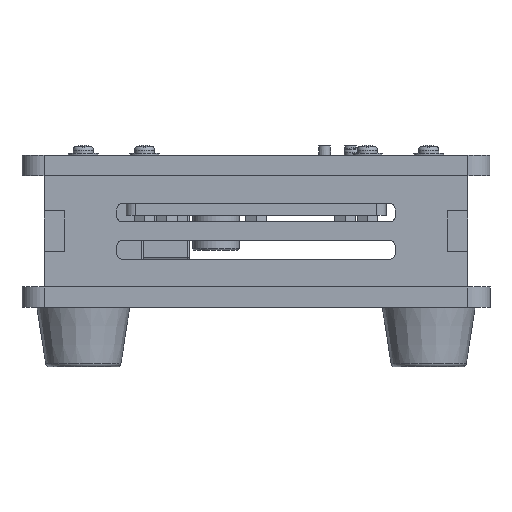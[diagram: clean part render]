
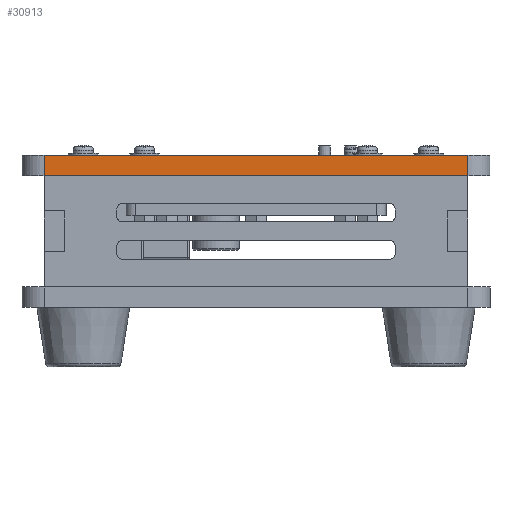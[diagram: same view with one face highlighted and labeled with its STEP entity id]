
A CAD part, front view. The second image highlights one B-rep face of the part: STEP entity #30913.
In plain terms, the highlighted planar face has unit normal (0, -1, 0).
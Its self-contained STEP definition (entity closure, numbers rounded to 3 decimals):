
#3131=PLANE('',#34079);
#4418=FACE_OUTER_BOUND('',#6107,.T.);
#6107=EDGE_LOOP('',(#26844,#26845,#26846,#26847));
#8345=LINE('',#52024,#10918);
#8435=LINE('',#52251,#11008);
#8436=LINE('',#52254,#11009);
#8437=LINE('',#52255,#11010);
#10918=VECTOR('',#41142,10.);
#11008=VECTOR('',#41358,10.);
#11009=VECTOR('',#41361,10.);
#11010=VECTOR('',#41362,10.);
#15383=VERTEX_POINT('',#52021);
#15384=VERTEX_POINT('',#52023);
#15458=VERTEX_POINT('',#52249);
#15459=VERTEX_POINT('',#52253);
#19673=EDGE_CURVE('',#15383,#15384,#8345,.T.);
#19787=EDGE_CURVE('',#15383,#15458,#8435,.T.);
#19788=EDGE_CURVE('',#15459,#15458,#8436,.T.);
#19789=EDGE_CURVE('',#15384,#15459,#8437,.T.);
#26844=ORIENTED_EDGE('',*,*,#19673,.F.);
#26845=ORIENTED_EDGE('',*,*,#19787,.T.);
#26846=ORIENTED_EDGE('',*,*,#19788,.F.);
#26847=ORIENTED_EDGE('',*,*,#19789,.F.);
#30913=ADVANCED_FACE('',(#4418),#3131,.T.);
#34079=AXIS2_PLACEMENT_3D('',#52252,#41359,#41360);
#41142=DIRECTION('',(-1.,0.,0.));
#41358=DIRECTION('',(0.,0.,1.));
#41359=DIRECTION('center_axis',(0.,-1.,0.));
#41360=DIRECTION('ref_axis',(1.,0.,0.));
#41361=DIRECTION('',(1.,0.,0.));
#41362=DIRECTION('',(0.,0.,1.));
#52021=CARTESIAN_POINT('',(-48.,-125.626,-224.026));
#52023=CARTESIAN_POINT('',(-162.,-125.626,-224.026));
#52024=CARTESIAN_POINT('',(-48.,-125.626,-224.026));
#52249=CARTESIAN_POINT('',(-48.,-125.626,-218.526));
#52251=CARTESIAN_POINT('',(-48.,-125.626,-224.026));
#52252=CARTESIAN_POINT('Origin',(-162.,-125.626,-224.026));
#52253=CARTESIAN_POINT('',(-162.,-125.626,-218.526));
#52254=CARTESIAN_POINT('',(-48.,-125.626,-218.526));
#52255=CARTESIAN_POINT('',(-162.,-125.626,-224.026));
